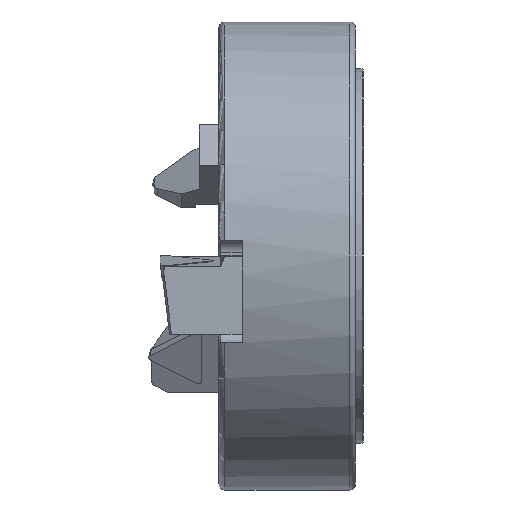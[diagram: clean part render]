
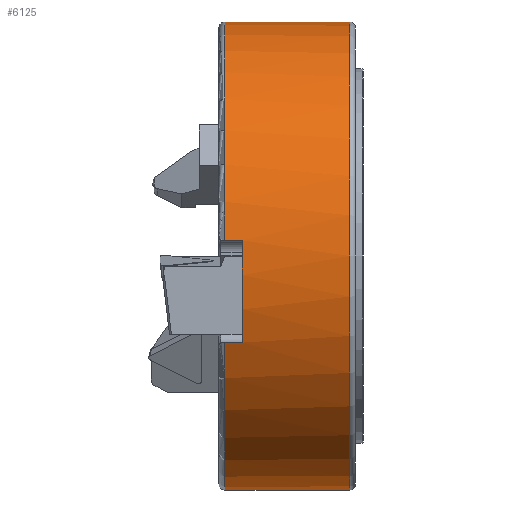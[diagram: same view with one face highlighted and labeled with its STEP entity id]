
A CAD part, front view. The second image highlights one B-rep face of the part: STEP entity #6125.
In plain terms, the highlighted cylindrical face has radius 60 mm (diameter 120 mm), a partial arc.
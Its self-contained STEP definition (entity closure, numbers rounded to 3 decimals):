
#40 = ORIENTED_EDGE ( 'NONE', *, *, #2126, .F. ) ;
#172 = CIRCLE ( 'NONE', #6216, 60. ) ;
#239 = ORIENTED_EDGE ( 'NONE', *, *, #5753, .F. ) ;
#260 = LINE ( 'NONE', #1775, #1792 ) ;
#540 = DIRECTION ( 'NONE',  ( 0., 0., 1. ) ) ;
#575 = EDGE_CURVE ( 'NONE', #1431, #5064, #1211, .T. ) ;
#669 = CARTESIAN_POINT ( 'NONE',  ( -87.643, -61.935, -22.2 ) ) ;
#721 = CARTESIAN_POINT ( 'NONE',  ( -83.143, -61.935, -22.2 ) ) ;
#1054 = AXIS2_PLACEMENT_3D ( 'NONE', #3773, #3270, #3849 ) ;
#1103 = DIRECTION ( 'NONE',  ( -1., 0., 0. ) ) ;
#1115 = AXIS2_PLACEMENT_3D ( 'NONE', #5991, #6654, #2031 ) ;
#1211 = CIRCLE ( 'NONE', #1115, 60. ) ;
#1234 = DIRECTION ( 'NONE',  ( 1., 0., 0. ) ) ;
#1431 = VERTEX_POINT ( 'NONE', #3576 ) ;
#1647 = CARTESIAN_POINT ( 'NONE',  ( -87.643, -66.059, 4. ) ) ;
#1775 = CARTESIAN_POINT ( 'NONE',  ( -89.143, -61.935, -22.2 ) ) ;
#1792 = VECTOR ( 'NONE', #2860, 1000. ) ;
#1871 = CARTESIAN_POINT ( 'NONE',  ( -89.143, -66.059, 4. ) ) ;
#2031 = DIRECTION ( 'NONE',  ( 0., 0., 1. ) ) ;
#2071 = VECTOR ( 'NONE', #2354, 1000. ) ;
#2126 = EDGE_CURVE ( 'NONE', #5633, #6275, #4532, .T. ) ;
#2352 = CARTESIAN_POINT ( 'NONE',  ( -83.143, -6.193, 0. ) ) ;
#2354 = DIRECTION ( 'NONE',  ( -1., 0., 0. ) ) ;
#2605 = CARTESIAN_POINT ( 'NONE',  ( -83.143, -66.059, 4. ) ) ;
#2832 = CARTESIAN_POINT ( 'NONE',  ( -87.643, -6.193, 60. ) ) ;
#2860 = DIRECTION ( 'NONE',  ( -1., 0., 0. ) ) ;
#2896 = AXIS2_PLACEMENT_3D ( 'NONE', #6321, #3480, #540 ) ;
#3038 = VERTEX_POINT ( 'NONE', #1647 ) ;
#3159 = EDGE_CURVE ( 'NONE', #6230, #5167, #5110, .T. ) ;
#3170 = EDGE_CURVE ( 'NONE', #6230, #6275, #260, .T. ) ;
#3177 = CARTESIAN_POINT ( 'NONE',  ( -87.643, -6.193, -60. ) ) ;
#3270 = DIRECTION ( 'NONE',  ( -1., 0., 0. ) ) ;
#3428 = CYLINDRICAL_SURFACE ( 'NONE', #2896, 60. ) ;
#3480 = DIRECTION ( 'NONE',  ( -1., 0., 0. ) ) ;
#3534 = ORIENTED_EDGE ( 'NONE', *, *, #3170, .T. ) ;
#3576 = CARTESIAN_POINT ( 'NONE',  ( -55.643, -6.193, -60. ) ) ;
#3773 = CARTESIAN_POINT ( 'NONE',  ( -87.643, -6.193, 0. ) ) ;
#3818 = CARTESIAN_POINT ( 'NONE',  ( -87.643, -6.193, 0. ) ) ;
#3849 = DIRECTION ( 'NONE',  ( 0., 0., 1. ) ) ;
#3970 = EDGE_CURVE ( 'NONE', #1431, #5633, #5314, .T. ) ;
#4136 = ORIENTED_EDGE ( 'NONE', *, *, #3970, .F. ) ;
#4211 = EDGE_LOOP ( 'NONE', ( #4136, #4838, #4583, #239, #6193, #5813, #3534, #40 ) ) ;
#4227 = FACE_OUTER_BOUND ( 'NONE', #4211, .T. ) ;
#4419 = EDGE_CURVE ( 'NONE', #3038, #5167, #6932, .T. ) ;
#4496 = EDGE_CURVE ( 'NONE', #5064, #5346, #5924, .T. ) ;
#4532 = CIRCLE ( 'NONE', #1054, 60. ) ;
#4583 = ORIENTED_EDGE ( 'NONE', *, *, #4496, .T. ) ;
#4838 = ORIENTED_EDGE ( 'NONE', *, *, #575, .T. ) ;
#5064 = VERTEX_POINT ( 'NONE', #6569 ) ;
#5110 = CIRCLE ( 'NONE', #6473, 60. ) ;
#5123 = DIRECTION ( 'NONE',  ( 0., 0., 1. ) ) ;
#5134 = VECTOR ( 'NONE', #5883, 1000. ) ;
#5145 = DIRECTION ( 'NONE',  ( 0., 0., 1. ) ) ;
#5167 = VERTEX_POINT ( 'NONE', #2605 ) ;
#5272 = CARTESIAN_POINT ( 'NONE',  ( -89.143, -6.193, 60. ) ) ;
#5283 = CARTESIAN_POINT ( 'NONE',  ( -89.143, -6.193, -60. ) ) ;
#5314 = LINE ( 'NONE', #5283, #5134 ) ;
#5346 = VERTEX_POINT ( 'NONE', #2832 ) ;
#5393 = VECTOR ( 'NONE', #1234, 1000. ) ;
#5633 = VERTEX_POINT ( 'NONE', #3177 ) ;
#5753 = EDGE_CURVE ( 'NONE', #3038, #5346, #172, .T. ) ;
#5813 = ORIENTED_EDGE ( 'NONE', *, *, #3159, .F. ) ;
#5883 = DIRECTION ( 'NONE',  ( -1., 0., 0. ) ) ;
#5924 = LINE ( 'NONE', #5272, #2071 ) ;
#5991 = CARTESIAN_POINT ( 'NONE',  ( -55.643, -6.193, 0. ) ) ;
#6125 = ADVANCED_FACE ( 'NONE', ( #4227 ), #3428, .T. ) ;
#6193 = ORIENTED_EDGE ( 'NONE', *, *, #4419, .T. ) ;
#6216 = AXIS2_PLACEMENT_3D ( 'NONE', #3818, #1103, #5123 ) ;
#6230 = VERTEX_POINT ( 'NONE', #721 ) ;
#6275 = VERTEX_POINT ( 'NONE', #669 ) ;
#6321 = CARTESIAN_POINT ( 'NONE',  ( -89.143, -6.193, 0. ) ) ;
#6367 = DIRECTION ( 'NONE',  ( -1., 0., 0. ) ) ;
#6473 = AXIS2_PLACEMENT_3D ( 'NONE', #2352, #6367, #5145 ) ;
#6569 = CARTESIAN_POINT ( 'NONE',  ( -55.643, -6.193, 60. ) ) ;
#6654 = DIRECTION ( 'NONE',  ( -1., 0., 0. ) ) ;
#6932 = LINE ( 'NONE', #1871, #5393 ) ;
